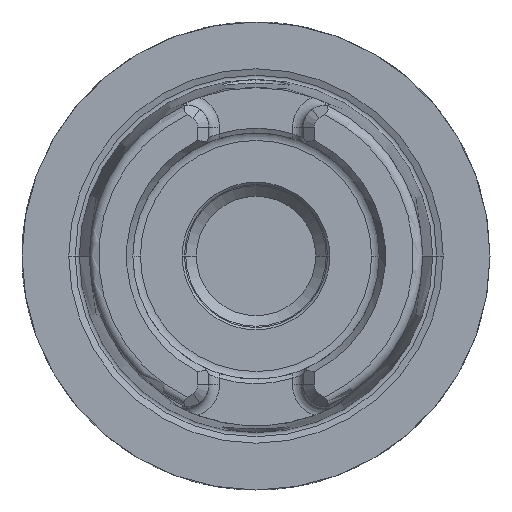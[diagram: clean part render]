
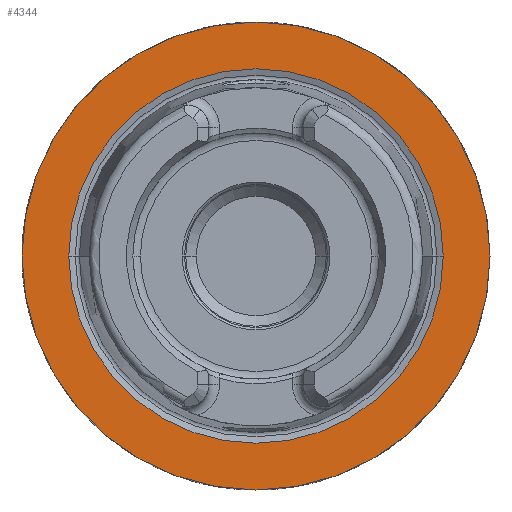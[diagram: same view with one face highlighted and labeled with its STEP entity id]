
A CAD part, left-side view. The second image highlights one B-rep face of the part: STEP entity #4344.
In plain terms, the highlighted planar face has unit normal (-1, 0, 0).
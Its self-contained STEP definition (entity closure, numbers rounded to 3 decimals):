
#848=CARTESIAN_POINT('',(0.,0.,0.));
#849=DIRECTION('',(1.,0.,0.));
#850=DIRECTION('',(0.,1.,0.));
#851=AXIS2_PLACEMENT_3D('',#848,#849,#850);
#853=CARTESIAN_POINT('',(0.,0.,0.));
#854=DIRECTION('',(-1.,0.,0.));
#855=DIRECTION('',(0.,1.,0.));
#856=AXIS2_PLACEMENT_3D('',#853,#854,#855);
#858=CARTESIAN_POINT('',(0.,0.,0.));
#859=DIRECTION('',(-1.,0.,0.));
#860=DIRECTION('',(0.,-1.,0.));
#861=AXIS2_PLACEMENT_3D('',#858,#859,#860);
#863=CARTESIAN_POINT('',(0.,0.,0.));
#864=DIRECTION('',(-1.,0.,0.));
#865=DIRECTION('',(0.,1.,0.));
#866=AXIS2_PLACEMENT_3D('',#863,#864,#865);
#2861=CARTESIAN_POINT('',(0.,-16.004,0.));
#2862=VERTEX_POINT('',#2861);
#2863=CARTESIAN_POINT('',(0.,16.004,0.));
#2864=VERTEX_POINT('',#2863);
#3211=CARTESIAN_POINT('',(0.,20.,0.));
#3212=CARTESIAN_POINT('',(0.,-20.,0.));
#3213=VERTEX_POINT('',#3211);
#3214=VERTEX_POINT('',#3212);
#4329=CARTESIAN_POINT('',(0.,0.,0.));
#4330=DIRECTION('',(1.,0.,0.));
#4331=DIRECTION('',(0.,-1.,0.));
#4332=AXIS2_PLACEMENT_3D('',#4329,#4330,#4331);
#4333=PLANE('',#4332);
#4335=ORIENTED_EDGE('',*,*,#4334,.T.);
#4337=ORIENTED_EDGE('',*,*,#4336,.F.);
#4338=EDGE_LOOP('',(#4335,#4337));
#4339=FACE_OUTER_BOUND('',#4338,.F.);
#4340=ORIENTED_EDGE('',*,*,#4324,.T.);
#4341=ORIENTED_EDGE('',*,*,#4308,.T.);
#4342=EDGE_LOOP('',(#4340,#4341));
#4343=FACE_BOUND('',#4342,.F.);
#4344=ADVANCED_FACE('',(#4339,#4343),#4333,.F.);
#852=CIRCLE('',#851,20.);
#857=CIRCLE('',#856,20.);
#862=CIRCLE('',#861,16.004);
#867=CIRCLE('',#866,16.004);
#4308=EDGE_CURVE('',#2864,#2862,#867,.T.);
#4324=EDGE_CURVE('',#2862,#2864,#862,.T.);
#4334=EDGE_CURVE('',#3213,#3214,#852,.T.);
#4336=EDGE_CURVE('',#3213,#3214,#857,.T.);
